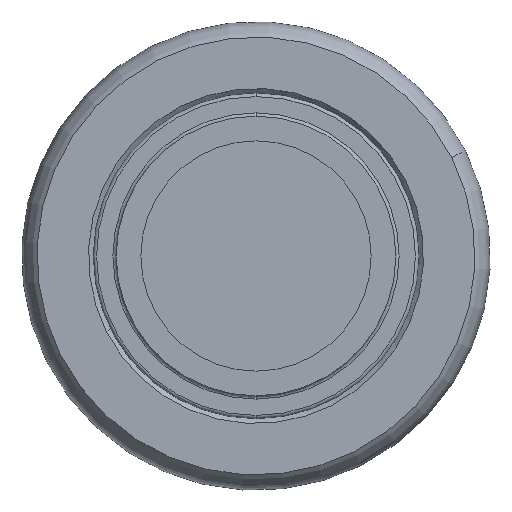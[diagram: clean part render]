
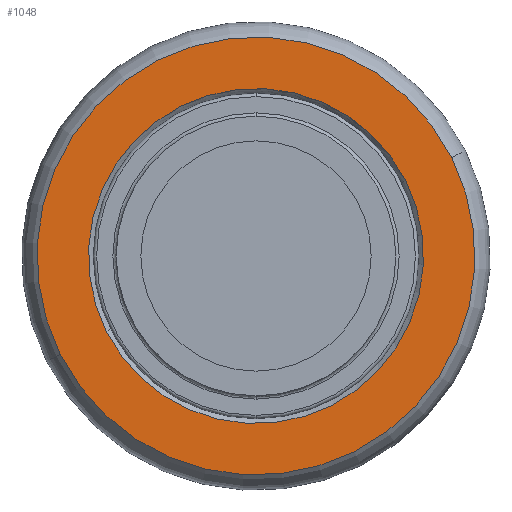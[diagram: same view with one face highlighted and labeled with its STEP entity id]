
A CAD part, left-side view. The second image highlights one B-rep face of the part: STEP entity #1048.
In plain terms, the highlighted planar face has unit normal (-1, 0, 0).
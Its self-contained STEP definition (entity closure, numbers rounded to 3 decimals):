
#157=CARTESIAN_POINT('',(-5.95,-11.894,5.985));
#158=VERTEX_POINT('',#157);
#166=CARTESIAN_POINT('',(-5.95,11.894,-5.985));
#167=VERTEX_POINT('',#166);
#168=CARTESIAN_POINT('',(-5.95,0.,0.));
#169=DIRECTION('',(1.,0.,0.));
#170=DIRECTION('',(0.,0.449,0.893));
#171=AXIS2_PLACEMENT_3D('',#168,#169,#170);
#172=CIRCLE('',#171,13.314);
#173=EDGE_CURVE('',#158,#167,#172,.T.);
#198=CARTESIAN_POINT('',(-5.95,5.985,11.894));
#199=VERTEX_POINT('',#198);
#200=CARTESIAN_POINT('',(-5.95,0.,0.));
#201=DIRECTION('',(1.,0.,0.));
#202=DIRECTION('',(0.,0.449,0.893));
#203=AXIS2_PLACEMENT_3D('',#200,#201,#202);
#204=CIRCLE('',#203,13.314);
#205=EDGE_CURVE('',#167,#199,#204,.T.);
#207=CARTESIAN_POINT('',(-5.95,0.,0.));
#208=DIRECTION('',(1.,0.,0.));
#209=DIRECTION('',(0.,0.449,0.893));
#210=AXIS2_PLACEMENT_3D('',#207,#208,#209);
#211=CIRCLE('',#210,13.314);
#212=EDGE_CURVE('',#199,#158,#211,.T.);
#849=CARTESIAN_POINT('',(-5.95,9.099,-4.578));
#850=VERTEX_POINT('',#849);
#869=CARTESIAN_POINT('',(-5.95,-9.099,4.578));
#870=VERTEX_POINT('',#869);
#878=CARTESIAN_POINT('',(-5.95,4.578,9.099));
#879=VERTEX_POINT('',#878);
#880=CARTESIAN_POINT('',(-5.95,0.,0.));
#881=DIRECTION('',(1.,0.,0.));
#882=DIRECTION('',(0.,0.449,0.893));
#883=AXIS2_PLACEMENT_3D('',#880,#881,#882);
#884=CIRCLE('',#883,10.186);
#885=EDGE_CURVE('',#879,#870,#884,.T.);
#887=CARTESIAN_POINT('',(-5.95,0.,0.));
#888=DIRECTION('',(1.,0.,0.));
#889=DIRECTION('',(0.,0.449,0.893));
#890=AXIS2_PLACEMENT_3D('',#887,#888,#889);
#891=CIRCLE('',#890,10.186);
#892=EDGE_CURVE('',#850,#879,#891,.T.);
#995=CARTESIAN_POINT('',(-5.95,0.,0.));
#996=DIRECTION('',(1.,0.,0.));
#997=DIRECTION('',(0.,0.449,0.893));
#998=AXIS2_PLACEMENT_3D('',#995,#996,#997);
#999=CIRCLE('',#998,10.186);
#1000=EDGE_CURVE('',#870,#850,#999,.T.);
#1033=CARTESIAN_POINT('',(-5.95,5.282,10.496));
#1034=DIRECTION('',(-1.0,0.0,0.0));
#1035=DIRECTION('',(0.0,-0.893,0.449));
#1036=AXIS2_PLACEMENT_3D('',#1033,#1034,#1035);
#1037=PLANE('',#1036);
#1038=ORIENTED_EDGE('',*,*,#212,.F.);
#1039=ORIENTED_EDGE('',*,*,#205,.F.);
#1040=ORIENTED_EDGE('',*,*,#173,.F.);
#1041=EDGE_LOOP('',(#1038,#1039,#1040));
#1042=FACE_OUTER_BOUND('',#1041,.T.);
#1043=ORIENTED_EDGE('',*,*,#885,.T.);
#1044=ORIENTED_EDGE('',*,*,#1000,.T.);
#1045=ORIENTED_EDGE('',*,*,#892,.T.);
#1046=EDGE_LOOP('',(#1043,#1044,#1045));
#1047=FACE_BOUND('',#1046,.T.);
#1048=ADVANCED_FACE('',(#1042,#1047),#1037,.T.);
